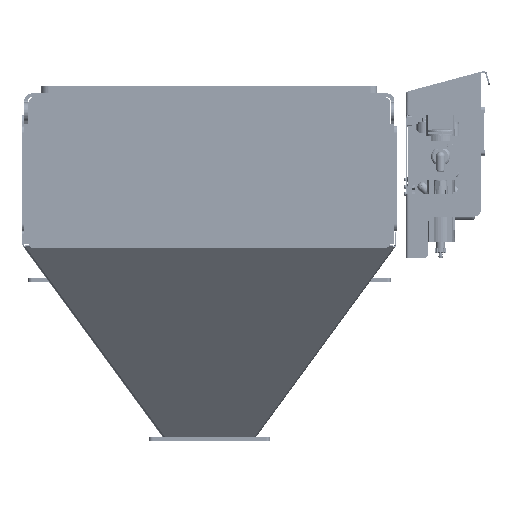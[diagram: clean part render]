
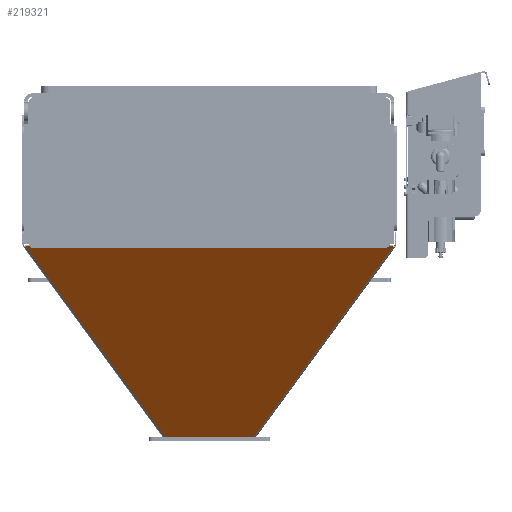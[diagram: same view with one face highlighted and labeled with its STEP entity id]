
A CAD part, left-side view. The second image highlights one B-rep face of the part: STEP entity #219321.
In plain terms, the highlighted planar face has unit normal (-0.772, 0, -0.635).
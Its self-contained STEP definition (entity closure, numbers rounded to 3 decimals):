
#14746=CIRCLE('',#234327,0.1);
#14747=CIRCLE('',#234328,0.1);
#14748=CIRCLE('',#234329,0.1);
#14749=CIRCLE('',#234330,0.1);
#26963=FACE_OUTER_BOUND('',#40280,.T.);
#40280=EDGE_LOOP('',(#146008,#146009,#146010,#146011,#146012,#146013,#146014,
#146015,#146016,#146017,#146018,#146019,#146020,#146021));
#56001=LINE('',#332871,#71746);
#56002=LINE('',#332873,#71747);
#56003=LINE('',#332875,#71748);
#56004=LINE('',#332881,#71749);
#56005=LINE('',#332883,#71750);
#56006=LINE('',#332885,#71751);
#56007=LINE('',#332891,#71752);
#56008=LINE('',#332893,#71753);
#56009=LINE('',#332895,#71754);
#56010=LINE('',#332896,#71755);
#71746=VECTOR('',#265916,10.);
#71747=VECTOR('',#265917,10.);
#71748=VECTOR('',#265918,10.);
#71749=VECTOR('',#265923,10.);
#71750=VECTOR('',#265924,10.);
#71751=VECTOR('',#265925,10.);
#71752=VECTOR('',#265930,10.);
#71753=VECTOR('',#265931,10.);
#71754=VECTOR('',#265932,10.);
#71755=VECTOR('',#265933,10.);
#88106=VERTEX_POINT('',#332869);
#88107=VERTEX_POINT('',#332870);
#88108=VERTEX_POINT('',#332872);
#88109=VERTEX_POINT('',#332874);
#88110=VERTEX_POINT('',#332876);
#88111=VERTEX_POINT('',#332878);
#88112=VERTEX_POINT('',#332880);
#88113=VERTEX_POINT('',#332882);
#88114=VERTEX_POINT('',#332884);
#88115=VERTEX_POINT('',#332886);
#88116=VERTEX_POINT('',#332888);
#88117=VERTEX_POINT('',#332890);
#88118=VERTEX_POINT('',#332892);
#88119=VERTEX_POINT('',#332894);
#110162=EDGE_CURVE('',#88106,#88107,#56001,.T.);
#110163=EDGE_CURVE('',#88108,#88107,#56002,.T.);
#110164=EDGE_CURVE('',#88109,#88108,#56003,.T.);
#110165=EDGE_CURVE('',#88109,#88110,#14746,.T.);
#110166=EDGE_CURVE('',#88110,#88111,#14747,.T.);
#110167=EDGE_CURVE('',#88112,#88111,#56004,.T.);
#110168=EDGE_CURVE('',#88112,#88113,#56005,.T.);
#110169=EDGE_CURVE('',#88113,#88114,#56006,.T.);
#110170=EDGE_CURVE('',#88115,#88114,#14748,.T.);
#110171=EDGE_CURVE('',#88116,#88115,#14749,.T.);
#110172=EDGE_CURVE('',#88116,#88117,#56007,.T.);
#110173=EDGE_CURVE('',#88117,#88118,#56008,.T.);
#110174=EDGE_CURVE('',#88118,#88119,#56009,.T.);
#110175=EDGE_CURVE('',#88106,#88119,#56010,.T.);
#146008=ORIENTED_EDGE('',*,*,#110162,.T.);
#146009=ORIENTED_EDGE('',*,*,#110163,.F.);
#146010=ORIENTED_EDGE('',*,*,#110164,.F.);
#146011=ORIENTED_EDGE('',*,*,#110165,.T.);
#146012=ORIENTED_EDGE('',*,*,#110166,.T.);
#146013=ORIENTED_EDGE('',*,*,#110167,.F.);
#146014=ORIENTED_EDGE('',*,*,#110168,.T.);
#146015=ORIENTED_EDGE('',*,*,#110169,.T.);
#146016=ORIENTED_EDGE('',*,*,#110170,.F.);
#146017=ORIENTED_EDGE('',*,*,#110171,.F.);
#146018=ORIENTED_EDGE('',*,*,#110172,.T.);
#146019=ORIENTED_EDGE('',*,*,#110173,.T.);
#146020=ORIENTED_EDGE('',*,*,#110174,.T.);
#146021=ORIENTED_EDGE('',*,*,#110175,.F.);
#199772=PLANE('',#234326);
#219321=ADVANCED_FACE('',(#26963),#199772,.F.);
#234326=AXIS2_PLACEMENT_3D('',#332868,#265914,#265915);
#234327=AXIS2_PLACEMENT_3D('',#332877,#265919,#265920);
#234328=AXIS2_PLACEMENT_3D('',#332879,#265921,#265922);
#234329=AXIS2_PLACEMENT_3D('',#332887,#265926,#265927);
#234330=AXIS2_PLACEMENT_3D('',#332889,#265928,#265929);
#265914=DIRECTION('center_axis',(0.772,0.,
0.635));
#265915=DIRECTION('ref_axis',(0.,1.,0.));
#265916=DIRECTION('',(0.,-1.,0.));
#265917=DIRECTION('',(0.553,0.493,-0.672));
#265918=DIRECTION('',(0.313,-0.87,-0.381));
#265919=DIRECTION('center_axis',(0.772,0.,
0.635));
#265920=DIRECTION('ref_axis',(0.374,0.809,-0.455));
#265921=DIRECTION('center_axis',(-0.772,0.,
-0.635));
#265922=DIRECTION('ref_axis',(0.123,-0.981,-0.149));
#265923=DIRECTION('',(0.,-1.,0.));
#265924=DIRECTION('',(0.,1.,0.));
#265925=DIRECTION('',(0.,1.,0.));
#265926=DIRECTION('center_axis',(0.772,0.,
0.635));
#265927=DIRECTION('ref_axis',(0.123,0.981,-0.149));
#265928=DIRECTION('center_axis',(-0.772,0.,
-0.635));
#265929=DIRECTION('ref_axis',(0.374,-0.809,-0.455));
#265930=DIRECTION('',(0.313,0.87,-0.381));
#265931=DIRECTION('',(0.553,-0.493,-0.672));
#265932=DIRECTION('',(0.,-1.,0.));
#265933=DIRECTION('',(0.,1.,0.));
#332868=CARTESIAN_POINT('Origin',(-642.817,41.25,-83.762));
#332869=CARTESIAN_POINT('',(-539.045,-57.986,-210.));
#332870=CARTESIAN_POINT('',(-539.045,-58.516,-210.));
#332871=CARTESIAN_POINT('',(-539.045,20.625,-210.));
#332872=CARTESIAN_POINT('',(-746.37,-243.349,42.209));
#332873=CARTESIAN_POINT('',(-538.901,-58.387,-210.175));
#332874=CARTESIAN_POINT('',(-746.497,-242.997,42.363));
#332875=CARTESIAN_POINT('',(-746.514,-242.948,42.384));
#332876=CARTESIAN_POINT('',(-746.539,-242.948,42.415));
#332877=CARTESIAN_POINT('Origin',(-746.552,-243.046,42.43));
#332878=CARTESIAN_POINT('',(-746.59,-242.85,42.476));
#332879=CARTESIAN_POINT('Origin',(-746.526,-242.85,42.399));
#332880=CARTESIAN_POINT('',(-746.59,-238.732,42.476));
#332881=CARTESIAN_POINT('',(-746.59,936.893,42.476));
#332882=CARTESIAN_POINT('',(-746.59,238.732,42.476));
#332883=CARTESIAN_POINT('',(-746.59,-936.893,42.476));
#332884=CARTESIAN_POINT('',(-746.59,242.85,42.476));
#332885=CARTESIAN_POINT('',(-746.59,-936.893,42.476));
#332886=CARTESIAN_POINT('',(-746.539,242.948,42.415));
#332887=CARTESIAN_POINT('Origin',(-746.526,242.85,42.399));
#332888=CARTESIAN_POINT('',(-746.497,242.997,42.363));
#332889=CARTESIAN_POINT('Origin',(-746.552,243.046,42.43));
#332890=CARTESIAN_POINT('',(-746.37,243.349,42.209));
#332891=CARTESIAN_POINT('',(-746.514,242.948,42.384));
#332892=CARTESIAN_POINT('',(-539.045,58.516,-210.));
#332893=CARTESIAN_POINT('',(-538.901,58.387,-210.175));
#332894=CARTESIAN_POINT('',(-539.045,57.986,-210.));
#332895=CARTESIAN_POINT('',(-539.045,20.625,-210.));
#332896=CARTESIAN_POINT('',(-539.045,0.,-210.));
